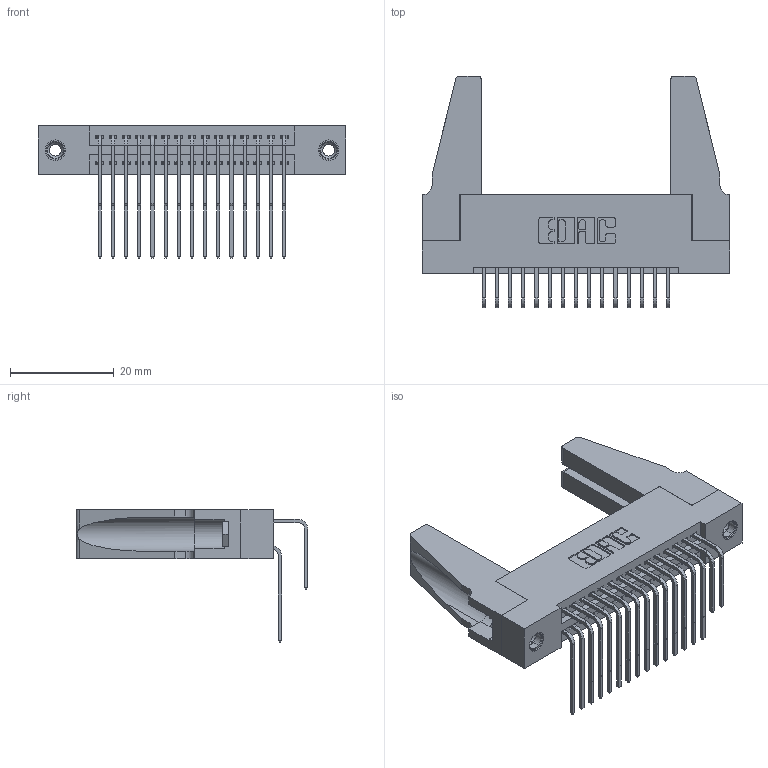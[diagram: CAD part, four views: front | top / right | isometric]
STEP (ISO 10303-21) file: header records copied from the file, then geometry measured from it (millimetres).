
FILE_DESCRIPTION (( 'STEP AP203' ), '1' );
FILE_NAME ('345-030-558-288.STEP', '2019-10-28T02:44:06', ( '' ), ( '' ), 'SwSTEP 2.0', 'SolidWorks 2016', '' );
FILE_SCHEMA (( 'CONFIG_CONTROL_DESIGN' ));
Length unit declared in the file: inch
Products named in the file (6): 345-220-078_345-220-088; 345-292-001_558 Tail - 2; 345-250-001_345-250-001-102; 345-030-558-288; 345 Part_Flush Mounting Lugs - 0.156 Dia-TH; 345-292-001_558 559 Tail - 1
Assembly tree (35 placements, depth 2):
  345-030-558-288
    345 Part_Flush Mounting Lugs - 0.156 Dia-TH
    345-292-001_558 559 Tail - 1  x15
    345-292-001_558 Tail - 2  x15
    345-250-001_345-250-001-102  x2
    345-220-078_345-220-088  x2
Bounding box: 59.33 x 44.69 x 25.53 mm (x, y, z)
Volume: 8938.7 mm3; surface area: 11818.2 mm2
Topology: 35 solids, 35 shells, 1810 faces, 5305 edges, 3486 vertices
Faces by surface type: plane 1202, cylinder 592, cone 12, torus 4
Entity records: 19204 total; most frequent: CARTESIAN_POINT 3285, ORIENTED_EDGE 3128, DIRECTION 2908, EDGE_CURVE 1564, LINE 1290, VECTOR 1290, VERTEX_POINT 1034, AXIS2_PLACEMENT_3D 809
